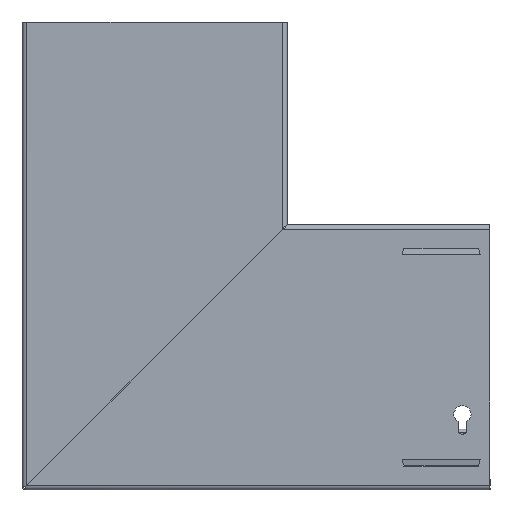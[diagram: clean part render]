
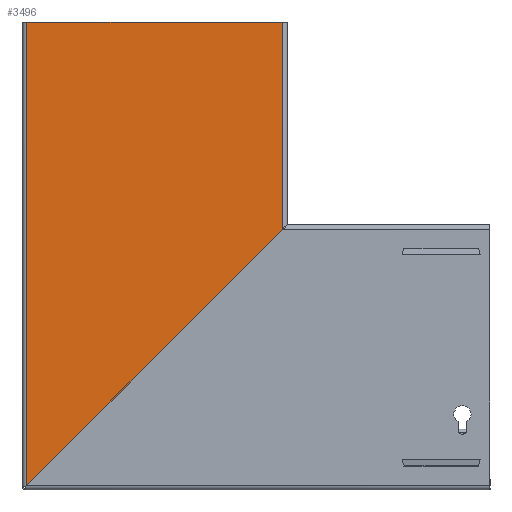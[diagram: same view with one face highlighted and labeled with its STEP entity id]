
A CAD part, left-side view. The second image highlights one B-rep face of the part: STEP entity #3496.
In plain terms, the highlighted planar face has unit normal (-1, 0, 0).
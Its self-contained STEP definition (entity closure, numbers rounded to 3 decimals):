
#524 = AXIS2_PLACEMENT_3D ( 'NONE', #9789, #728, #6054 ) ;
#689 = VECTOR ( 'NONE', #1198, 1000. ) ;
#728 = DIRECTION ( 'NONE',  ( -1., 0., 0. ) ) ;
#732 = EDGE_CURVE ( 'NONE', #4610, #4629, #3351, .T. ) ;
#1198 = DIRECTION ( 'NONE',  ( 0., 0., -1. ) ) ;
#1758 = EDGE_CURVE ( 'NONE', #4610, #4335, #9703, .T. ) ;
#2131 = CARTESIAN_POINT ( 'NONE',  ( 0., -163.45, 232.45 ) ) ;
#2291 = CARTESIAN_POINT ( 'NONE',  ( 0., -97., 298.9 ) ) ;
#2367 = ORIENTED_EDGE ( 'NONE', *, *, #732, .T. ) ;
#2724 = FACE_OUTER_BOUND ( 'NONE', #4118, .T. ) ;
#2734 = LINE ( 'NONE', #3477, #689 ) ;
#2893 = DIRECTION ( 'NONE',  ( 0., 0.707, -0.707 ) ) ;
#3112 = CARTESIAN_POINT ( 'NONE',  ( 0., -97., 298.9 ) ) ;
#3275 = CARTESIAN_POINT ( 'NONE',  ( 0., 67., 2.001 ) ) ;
#3351 = LINE ( 'NONE', #9530, #9371 ) ;
#3477 = CARTESIAN_POINT ( 'NONE',  ( 0., 67., 298.9 ) ) ;
#3496 = ADVANCED_FACE ( 'NONE', ( #2724 ), #4553, .T. ) ;
#3824 = CARTESIAN_POINT ( 'NONE',  ( 0., 67., 298.9 ) ) ;
#4056 = CARTESIAN_POINT ( 'NONE',  ( 0., -97., 166.001 ) ) ;
#4118 = EDGE_LOOP ( 'NONE', ( #8638, #8108, #7306, #2367 ) ) ;
#4153 = LINE ( 'NONE', #2131, #5449 ) ;
#4335 = VERTEX_POINT ( 'NONE', #4056 ) ;
#4553 = PLANE ( 'NONE',  #524 ) ;
#4610 = VERTEX_POINT ( 'NONE', #2291 ) ;
#4629 = VERTEX_POINT ( 'NONE', #3824 ) ;
#4804 = VERTEX_POINT ( 'NONE', #3275 ) ;
#5449 = VECTOR ( 'NONE', #2893, 1000. ) ;
#6054 = DIRECTION ( 'NONE',  ( 0., 0., 1. ) ) ;
#6156 = EDGE_CURVE ( 'NONE', #4629, #4804, #2734, .T. ) ;
#6715 = EDGE_CURVE ( 'NONE', #4335, #4804, #4153, .T. ) ;
#7306 = ORIENTED_EDGE ( 'NONE', *, *, #1758, .F. ) ;
#7496 = VECTOR ( 'NONE', #7660, 1000. ) ;
#7660 = DIRECTION ( 'NONE',  ( 0., 0., -1. ) ) ;
#7746 = DIRECTION ( 'NONE',  ( 0., 1., 0. ) ) ;
#8108 = ORIENTED_EDGE ( 'NONE', *, *, #6715, .F. ) ;
#8638 = ORIENTED_EDGE ( 'NONE', *, *, #6156, .T. ) ;
#9371 = VECTOR ( 'NONE', #7746, 1000. ) ;
#9530 = CARTESIAN_POINT ( 'NONE',  ( 0., -97., 298.9 ) ) ;
#9703 = LINE ( 'NONE', #3112, #7496 ) ;
#9789 = CARTESIAN_POINT ( 'NONE',  ( 0., -97., 298.9 ) ) ;
